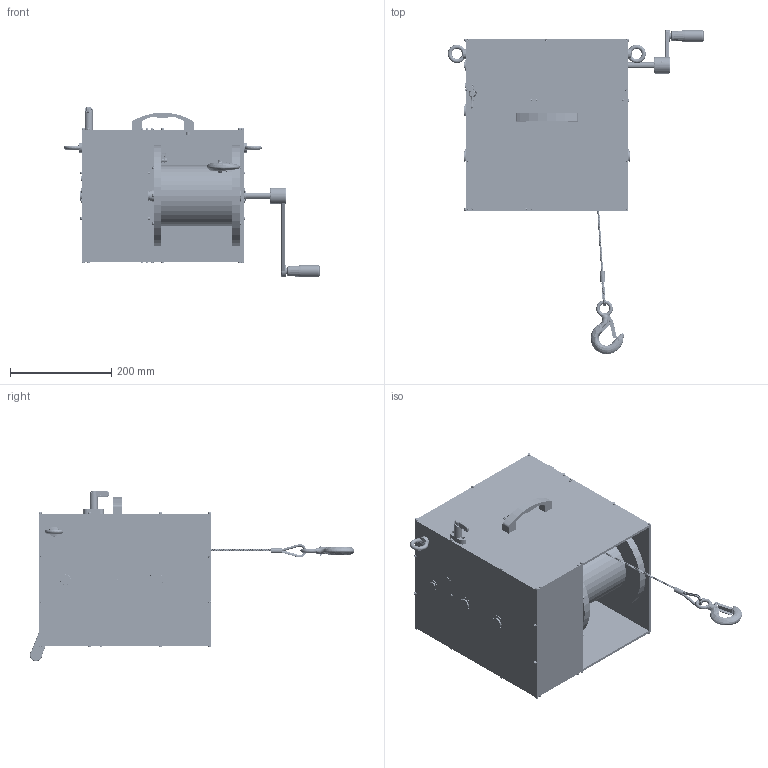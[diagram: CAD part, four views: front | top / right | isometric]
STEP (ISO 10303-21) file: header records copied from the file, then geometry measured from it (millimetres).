
FILE_DESCRIPTION(('CATIA V5 STEP Exchange'),'2;1');
FILE_NAME('treuil_de_foret.stp','2024-06-02T10:18:19+00:00',('none'),('none'),'CATIA Unofficial Packaging Version SP3','CATIA V5 STEP AP203','none');
FILE_SCHEMA(('CONFIG_CONTROL_DESIGN'));
Products named in the file (8): Boitier; arbre3assemblage; tambour; arbre2assemblage; assemblage arbre1; arbre4_assemblage; Product1; arbre6assemblage
Assembly tree (141 placements, depth 4):
  Boitier
    #57
    #1207
    #2752
    #3677
    #4572
    #5922
    #6817
    #7532
    #9007
    #12398  x2
    #13770  x42
    arbre3assemblage
      #15665
      #20422  x7
      #23021
      #26451  x4
      #28406
      tambour
        #30332
        #31221
        #32084  x8
        #33528
        #34211  x2
        #34810  x2
      #35774  x2
      #36574
    arbre2assemblage
      #37415
      #20422  x3
      #39039  x3
      #28406
      #41627
      #43541
      #23021
      #46012
      #35774
      #36574
    #49072
    #51076
    #53680  x2
    assemblage arbre1
      #54403
      #54686
      #56164
      #46012
      #43541
      #39039  x4
      #58130
      #60026
      #41627
      #36574  x2
    #62950  x2
    #65578  x2
    #66641  x2
    arbre4_assemblage
      #67207
      #67904
      #68771
      Product1
Bounding box: 506.5 x 640.53 x 336.65 mm (x, y, z)
Volume: 5495043 mm3; surface area: 1796869.2 mm2
Topology: 153 solids, 153 shells, 7632 faces, 18531 edges, 11388 vertices
Faces by surface type: plane 2612, bspline 2124, cylinder 1722, cone 679, torus 481, sphere 10, revolution 4
Entity records: 165118 total; most frequent: CARTESIAN_POINT 89902, ORIENTED_EDGE 21534, EDGE_CURVE 10767, DIRECTION 7022, VERTEX_POINT 6694, EDGE_LOOP 4837, ADVANCED_FACE 4412, FACE_OUTER_BOUND 4412
